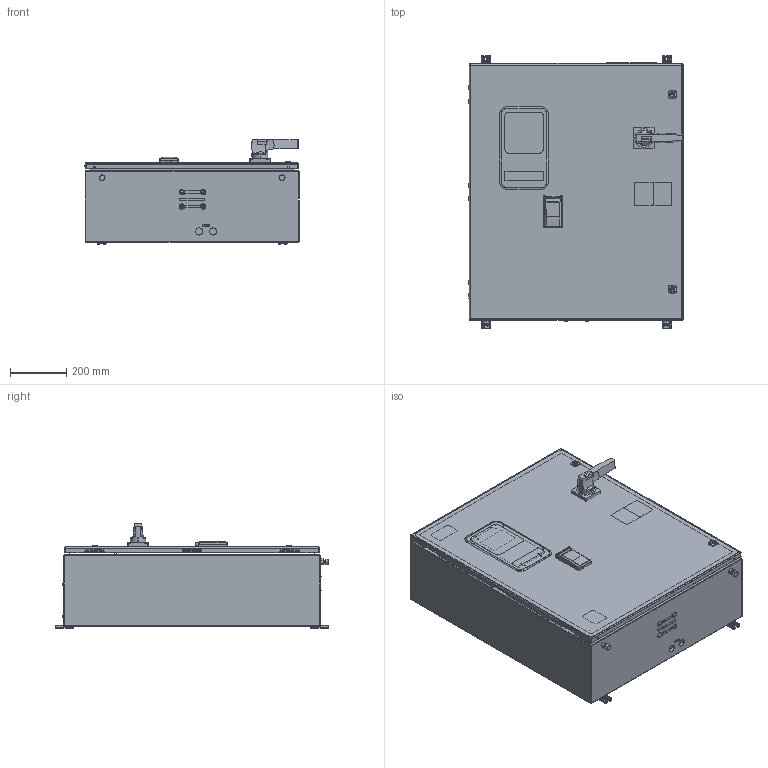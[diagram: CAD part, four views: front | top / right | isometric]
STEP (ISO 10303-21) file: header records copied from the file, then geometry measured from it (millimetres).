
FILE_DESCRIPTION (( 'STEP AP214' ), '1' );
FILE_NAME ('EN7000TS-P-XXXXL-EIP.STEP', '2025-10-16T13:36:10', ( '' ), ( '' ), 'SwSTEP 2.0', 'SolidWorks 2025', '' );
FILE_SCHEMA (( 'AUTOMOTIVE_DESIGN' ));
Length unit declared in the file: millimetre
Products named in the file (1): EN7000TS-P-XXXXL-EIP
Bounding box: 762.45 x 971.55 x 372.74 mm (x, y, z)
Surface area: 4721538.9 mm2 (no closed solid volume)
Topology: 0 solids, 158 shells, 679 faces, 3898 edges, 3297 vertices
Faces by surface type: plane 250, cylinder 227, bspline 88, cone 50, torus 48, sphere 16
Entity records: 56747 total; most frequent: CARTESIAN_POINT 20809, DIRECTION 5585, ORIENTED_EDGE 4947, EDGE_CURVE 3887, VERTEX_POINT 3297, AXIS2_PLACEMENT_3D 1929, VECTOR 1727, LINE 1727
